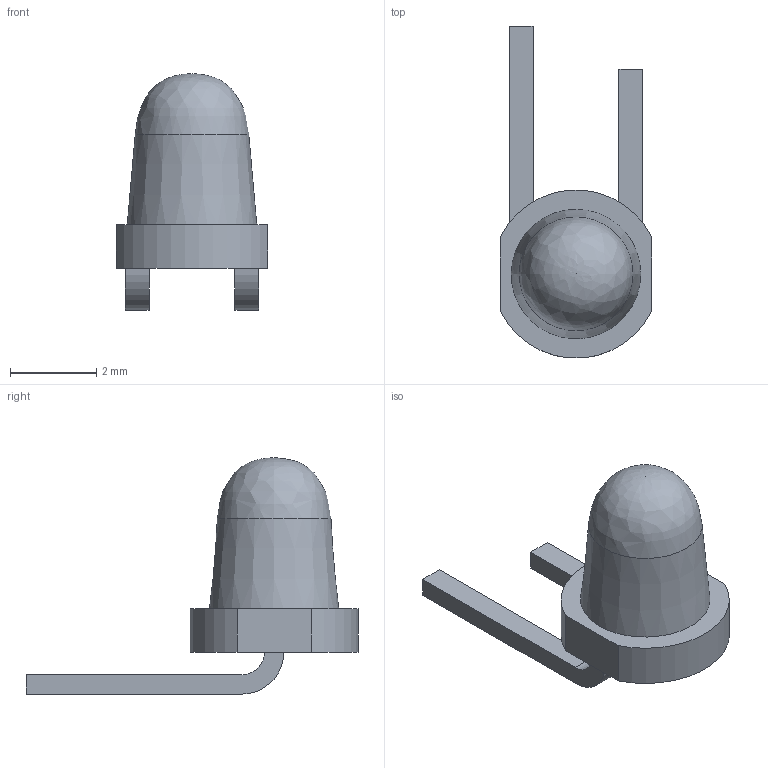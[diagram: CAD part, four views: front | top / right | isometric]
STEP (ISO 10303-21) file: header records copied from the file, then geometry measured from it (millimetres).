
FILE_DESCRIPTION(/* description */ (''),/* implementation_level */ '2;1');
FILE_NAME(/* name */ 'TEFT4300.step',/* time_stamp */ '2019-09-01T21:24:38+02:00',/* author */ (''),/* organization */ (''),/* preprocessor_version */ 'ST-DEVELOPER v18',/* originating_system */ 'Autodesk Translation Framework v8.6.0.1094',/* authorisation */ '');
FILE_SCHEMA (('AUTOMOTIVE_DESIGN { 1 0 10303 214 3 1 1 }'));
Length unit declared in the file: millimetre
Products named in the file (1): TEFT4300
Bounding box: 3.5 x 7.69 x 5.47 mm (x, y, z)
Volume: 32.6 mm3; surface area: 81 mm2
Topology: 1 solids, 1 shells, 22 faces, 55 edges, 37 vertices
Faces by surface type: plane 14, cylinder 6, cone 1, bspline 1
Entity records: 727 total; most frequent: CARTESIAN_POINT 142, DIRECTION 113, ORIENTED_EDGE 108, EDGE_CURVE 54, AXIS2_PLACEMENT_3D 38, LINE 37, VECTOR 37, VERTEX_POINT 37
